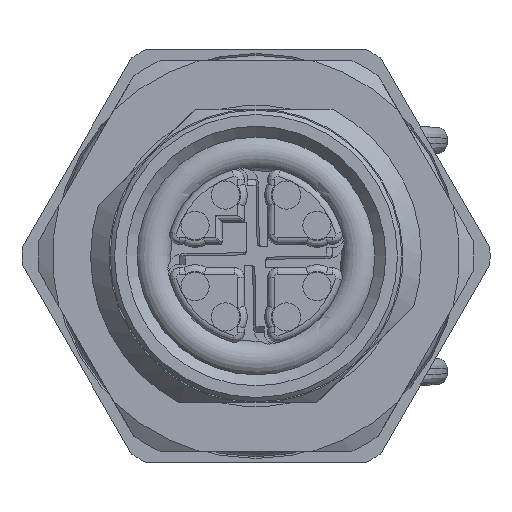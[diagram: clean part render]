
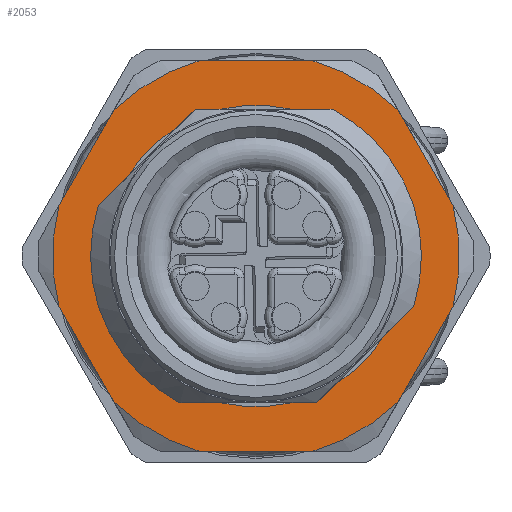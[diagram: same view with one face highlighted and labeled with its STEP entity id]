
A CAD part, front view. The second image highlights one B-rep face of the part: STEP entity #2053.
In plain terms, the highlighted planar face has unit normal (0, -1, 0).
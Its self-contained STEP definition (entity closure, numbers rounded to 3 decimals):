
#406=FACE_BOUND('',#5479,.T.);
#407=FACE_BOUND('',#5480,.T.);
#2053=ADVANCED_FACE('',(#406,#407),#2863,.F.);
#2863=PLANE('',#27830);
#5479=EDGE_LOOP('',(#12409,#12410,#12411,#12412,#12413,#12414,#12415,#12416,
#12417,#12418,#12419,#12420,#12421,#12422));
#5480=EDGE_LOOP('',(#12423,#12424,#12425,#12426,#12427,#12428,#12429,#12430,
#12431,#12432,#12433,#12434));
#12409=ORIENTED_EDGE('',*,*,#15574,.F.);
#12410=ORIENTED_EDGE('',*,*,#18812,.F.);
#12411=ORIENTED_EDGE('',*,*,#15578,.F.);
#12412=ORIENTED_EDGE('',*,*,#15569,.T.);
#12413=ORIENTED_EDGE('',*,*,#15618,.T.);
#12414=ORIENTED_EDGE('',*,*,#18813,.F.);
#12415=ORIENTED_EDGE('',*,*,#15611,.T.);
#12416=ORIENTED_EDGE('',*,*,#15607,.T.);
#12417=ORIENTED_EDGE('',*,*,#18814,.F.);
#12418=ORIENTED_EDGE('',*,*,#15599,.T.);
#12419=ORIENTED_EDGE('',*,*,#15596,.T.);
#12420=ORIENTED_EDGE('',*,*,#15586,.F.);
#12421=ORIENTED_EDGE('',*,*,#18815,.F.);
#12422=ORIENTED_EDGE('',*,*,#15590,.F.);
#12423=ORIENTED_EDGE('',*,*,#18816,.F.);
#12424=ORIENTED_EDGE('',*,*,#18817,.F.);
#12425=ORIENTED_EDGE('',*,*,#18818,.F.);
#12426=ORIENTED_EDGE('',*,*,#18819,.F.);
#12427=ORIENTED_EDGE('',*,*,#18820,.F.);
#12428=ORIENTED_EDGE('',*,*,#18821,.F.);
#12429=ORIENTED_EDGE('',*,*,#18822,.F.);
#12430=ORIENTED_EDGE('',*,*,#18823,.F.);
#12431=ORIENTED_EDGE('',*,*,#18824,.F.);
#12432=ORIENTED_EDGE('',*,*,#18825,.F.);
#12433=ORIENTED_EDGE('',*,*,#18826,.F.);
#12434=ORIENTED_EDGE('',*,*,#18827,.F.);
#13178=VERTEX_POINT('',#35610);
#13179=VERTEX_POINT('',#35611);
#13183=VERTEX_POINT('',#35620);
#13184=VERTEX_POINT('',#35622);
#13187=VERTEX_POINT('',#35635);
#13194=VERTEX_POINT('',#35650);
#13195=VERTEX_POINT('',#35652);
#13198=VERTEX_POINT('',#35665);
#13202=VERTEX_POINT('',#35676);
#13204=VERTEX_POINT('',#35682);
#13211=VERTEX_POINT('',#35696);
#13212=VERTEX_POINT('',#35698);
#13215=VERTEX_POINT('',#35712);
#13220=VERTEX_POINT('',#35723);
#15220=VERTEX_POINT('',#45463);
#15221=VERTEX_POINT('',#45464);
#15222=VERTEX_POINT('',#45466);
#15223=VERTEX_POINT('',#45468);
#15224=VERTEX_POINT('',#45470);
#15225=VERTEX_POINT('',#45472);
#15226=VERTEX_POINT('',#45474);
#15227=VERTEX_POINT('',#45476);
#15228=VERTEX_POINT('',#45478);
#15229=VERTEX_POINT('',#45480);
#15230=VERTEX_POINT('',#45482);
#15231=VERTEX_POINT('',#45484);
#15569=EDGE_CURVE('',#13178,#13179,#19374,.T.);
#15574=EDGE_CURVE('',#13183,#13184,#20542,.T.);
#15578=EDGE_CURVE('',#13178,#13187,#20544,.T.);
#15586=EDGE_CURVE('',#13194,#13195,#20552,.T.);
#15590=EDGE_CURVE('',#13184,#13198,#20554,.T.);
#15596=EDGE_CURVE('',#13202,#13195,#19376,.T.);
#15599=EDGE_CURVE('',#13204,#13202,#20561,.T.);
#15607=EDGE_CURVE('',#13212,#13211,#20569,.T.);
#15611=EDGE_CURVE('',#13215,#13212,#20571,.T.);
#15618=EDGE_CURVE('',#13179,#13220,#20578,.T.);
#18812=EDGE_CURVE('',#13187,#13183,#20131,.T.);
#18813=EDGE_CURVE('',#13215,#13220,#20132,.T.);
#18814=EDGE_CURVE('',#13204,#13211,#20133,.T.);
#18815=EDGE_CURVE('',#13198,#13194,#20134,.T.);
#18816=EDGE_CURVE('',#15220,#15221,#20135,.T.);
#18817=EDGE_CURVE('',#15222,#15220,#22818,.T.);
#18818=EDGE_CURVE('',#15223,#15222,#20136,.T.);
#18819=EDGE_CURVE('',#15224,#15223,#22819,.T.);
#18820=EDGE_CURVE('',#15225,#15224,#20137,.T.);
#18821=EDGE_CURVE('',#15226,#15225,#22820,.T.);
#18822=EDGE_CURVE('',#15227,#15226,#20138,.T.);
#18823=EDGE_CURVE('',#15228,#15227,#22821,.T.);
#18824=EDGE_CURVE('',#15229,#15228,#20139,.T.);
#18825=EDGE_CURVE('',#15230,#15229,#22822,.T.);
#18826=EDGE_CURVE('',#15231,#15230,#20140,.T.);
#18827=EDGE_CURVE('',#15221,#15231,#22823,.T.);
#19374=CIRCLE('',#25875,7.6);
#19376=CIRCLE('',#25880,7.6);
#20131=CIRCLE('',#27820,6.93);
#20132=CIRCLE('',#27821,6.93);
#20133=CIRCLE('',#27822,6.93);
#20134=CIRCLE('',#27823,6.93);
#20135=CIRCLE('',#27824,9.346);
#20136=CIRCLE('',#27825,9.346);
#20137=CIRCLE('',#27826,9.346);
#20138=CIRCLE('',#27827,9.346);
#20139=CIRCLE('',#27828,9.346);
#20140=CIRCLE('',#27829,9.346);
#20542=LINE('',#35621,#23120);
#20544=LINE('',#35634,#23122);
#20552=LINE('',#35651,#23130);
#20554=LINE('',#35664,#23132);
#20561=LINE('',#35681,#23139);
#20569=LINE('',#35697,#23147);
#20571=LINE('',#35711,#23149);
#20578=LINE('',#35724,#23156);
#22818=LINE('',#45465,#25396);
#22819=LINE('',#45469,#25397);
#22820=LINE('',#45473,#25398);
#22821=LINE('',#45477,#25399);
#22822=LINE('',#45481,#25400);
#22823=LINE('',#45485,#25401);
#23120=VECTOR('',#28443,1.);
#23122=VECTOR('',#28445,1.);
#23130=VECTOR('',#28455,1.);
#23132=VECTOR('',#28457,1.);
#23139=VECTOR('',#28472,1.);
#23147=VECTOR('',#28480,1.);
#23149=VECTOR('',#28484,1.);
#23156=VECTOR('',#28491,1.);
#25396=VECTOR('',#34613,1.);
#25397=VECTOR('',#34616,1.);
#25398=VECTOR('',#34619,1.);
#25399=VECTOR('',#34622,1.);
#25400=VECTOR('',#34625,1.);
#25401=VECTOR('',#34628,1.);
#25875=AXIS2_PLACEMENT_3D('',#35609,#28434,#28435);
#25880=AXIS2_PLACEMENT_3D('',#35675,#28465,#28466);
#27820=AXIS2_PLACEMENT_3D('',#45458,#34603,#34604);
#27821=AXIS2_PLACEMENT_3D('',#45459,#34605,#34606);
#27822=AXIS2_PLACEMENT_3D('',#45460,#34607,#34608);
#27823=AXIS2_PLACEMENT_3D('',#45461,#34609,#34610);
#27824=AXIS2_PLACEMENT_3D('',#45462,#34611,#34612);
#27825=AXIS2_PLACEMENT_3D('',#45467,#34614,#34615);
#27826=AXIS2_PLACEMENT_3D('',#45471,#34617,#34618);
#27827=AXIS2_PLACEMENT_3D('',#45475,#34620,#34621);
#27828=AXIS2_PLACEMENT_3D('',#45479,#34623,#34624);
#27829=AXIS2_PLACEMENT_3D('',#45483,#34626,#34627);
#27830=AXIS2_PLACEMENT_3D('',#45486,#34629,#34630);
#28434=DIRECTION('',(0.,1.,0.));
#28435=DIRECTION('',(0.,0.,1.));
#28443=DIRECTION('',(1.,0.,0.));
#28445=DIRECTION('',(1.,0.,0.));
#28455=DIRECTION('',(0.707,0.,0.707));
#28457=DIRECTION('',(0.707,0.,0.707));
#28465=DIRECTION('',(0.,1.,0.));
#28466=DIRECTION('',(0.,0.,1.));
#28472=DIRECTION('',(1.,0.,0.));
#28480=DIRECTION('',(1.,0.,0.));
#28484=DIRECTION('',(0.707,0.,0.707));
#28491=DIRECTION('',(0.707,0.,0.707));
#34603=DIRECTION('',(0.,-1.,0.));
#34604=DIRECTION('',(-0.5,0.,-0.866));
#34605=DIRECTION('',(0.,-1.,0.));
#34606=DIRECTION('',(-0.5,0.,-0.866));
#34607=DIRECTION('',(0.,-1.,0.));
#34608=DIRECTION('',(-0.5,0.,-0.866));
#34609=DIRECTION('',(0.,-1.,0.));
#34610=DIRECTION('',(-0.5,0.,-0.866));
#34611=DIRECTION('',(0.,1.,0.));
#34612=DIRECTION('',(0.866,0.,-0.5));
#34613=DIRECTION('',(-0.5,0.,-0.866));
#34614=DIRECTION('',(0.,1.,0.));
#34615=DIRECTION('',(0.866,0.,-0.5));
#34616=DIRECTION('',(0.5,0.,-0.866));
#34617=DIRECTION('',(0.,1.,0.));
#34618=DIRECTION('',(0.866,0.,-0.5));
#34619=DIRECTION('',(1.,0.,0.));
#34620=DIRECTION('',(0.,1.,0.));
#34621=DIRECTION('',(0.866,0.,-0.5));
#34622=DIRECTION('',(0.5,0.,0.866));
#34623=DIRECTION('',(0.,1.,0.));
#34624=DIRECTION('',(0.866,0.,-0.5));
#34625=DIRECTION('',(-0.5,0.,0.866));
#34626=DIRECTION('',(0.,1.,0.));
#34627=DIRECTION('',(0.866,0.,-0.5));
#34628=DIRECTION('',(-1.,0.,0.));
#34629=DIRECTION('',(0.,1.,0.));
#34630=DIRECTION('',(-0.866,0.,0.5));
#35609=CARTESIAN_POINT('',(50.05,59.25,0.));
#35610=CARTESIAN_POINT('',(46.558,59.25,-6.75));
#35611=CARTESIAN_POINT('',(42.807,59.25,2.303));
#35620=CARTESIAN_POINT('',(51.619,59.25,-6.75));
#35621=CARTESIAN_POINT('',(55.05,59.25,-6.75));
#35622=CARTESIAN_POINT('',(52.846,59.25,-6.75));
#35634=CARTESIAN_POINT('',(55.05,59.25,-6.75));
#35635=CARTESIAN_POINT('',(48.481,59.25,-6.75));
#35650=CARTESIAN_POINT('',(55.933,59.25,-3.663));
#35651=CARTESIAN_POINT('',(58.359,59.25,-1.237));
#35652=CARTESIAN_POINT('',(57.293,59.25,-2.303));
#35664=CARTESIAN_POINT('',(58.359,59.25,-1.237));
#35665=CARTESIAN_POINT('',(53.713,59.25,-5.883));
#35675=CARTESIAN_POINT('',(50.05,59.25,0.));
#35676=CARTESIAN_POINT('',(53.542,59.25,6.75));
#35681=CARTESIAN_POINT('',(55.05,59.25,6.75));
#35682=CARTESIAN_POINT('',(51.619,59.25,6.75));
#35696=CARTESIAN_POINT('',(48.481,59.25,6.75));
#35697=CARTESIAN_POINT('',(55.05,59.25,6.75));
#35698=CARTESIAN_POINT('',(47.254,59.25,6.75));
#35711=CARTESIAN_POINT('',(48.813,59.25,8.309));
#35712=CARTESIAN_POINT('',(46.387,59.25,5.883));
#35723=CARTESIAN_POINT('',(44.167,59.25,3.663));
#35724=CARTESIAN_POINT('',(48.813,59.25,8.309));
#45458=CARTESIAN_POINT('',(50.05,59.25,0.));
#45459=CARTESIAN_POINT('',(50.05,59.25,0.));
#45460=CARTESIAN_POINT('',(50.05,59.25,0.));
#45461=CARTESIAN_POINT('',(50.05,59.25,0.));
#45462=CARTESIAN_POINT('',(50.05,59.25,0.));
#45463=CARTESIAN_POINT('',(56.584,59.25,-6.683));
#45464=CARTESIAN_POINT('',(52.571,59.25,-9.));
#45465=CARTESIAN_POINT('',(60.024,59.25,-0.725));
#45466=CARTESIAN_POINT('',(59.105,59.25,-2.317));
#45467=CARTESIAN_POINT('',(50.05,59.25,0.));
#45468=CARTESIAN_POINT('',(59.105,59.25,2.317));
#45469=CARTESIAN_POINT('',(55.665,59.25,8.275));
#45470=CARTESIAN_POINT('',(56.584,59.25,6.683));
#45471=CARTESIAN_POINT('',(50.05,59.25,0.));
#45472=CARTESIAN_POINT('',(52.571,59.25,9.));
#45473=CARTESIAN_POINT('',(45.691,59.25,9.));
#45474=CARTESIAN_POINT('',(47.529,59.25,9.));
#45475=CARTESIAN_POINT('',(50.05,59.25,0.));
#45476=CARTESIAN_POINT('',(43.516,59.25,6.683));
#45477=CARTESIAN_POINT('',(40.076,59.25,0.725));
#45478=CARTESIAN_POINT('',(40.995,59.25,2.317));
#45479=CARTESIAN_POINT('',(50.05,59.25,0.));
#45480=CARTESIAN_POINT('',(40.995,59.25,-2.317));
#45481=CARTESIAN_POINT('',(44.435,59.25,-8.275));
#45482=CARTESIAN_POINT('',(43.516,59.25,-6.683));
#45483=CARTESIAN_POINT('',(50.05,59.25,0.));
#45484=CARTESIAN_POINT('',(47.529,59.25,-9.));
#45485=CARTESIAN_POINT('',(54.409,59.25,-9.));
#45486=CARTESIAN_POINT('',(50.05,59.25,0.));
